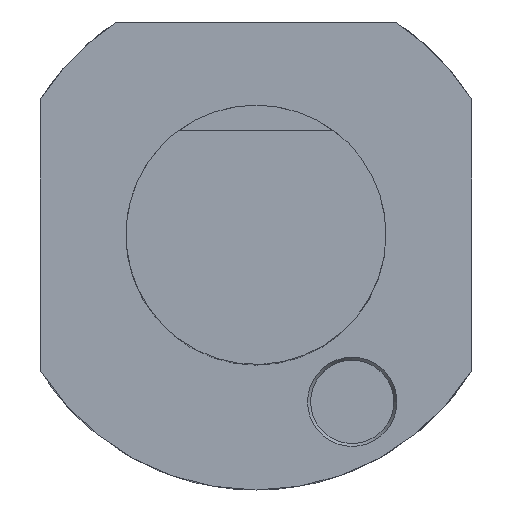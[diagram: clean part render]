
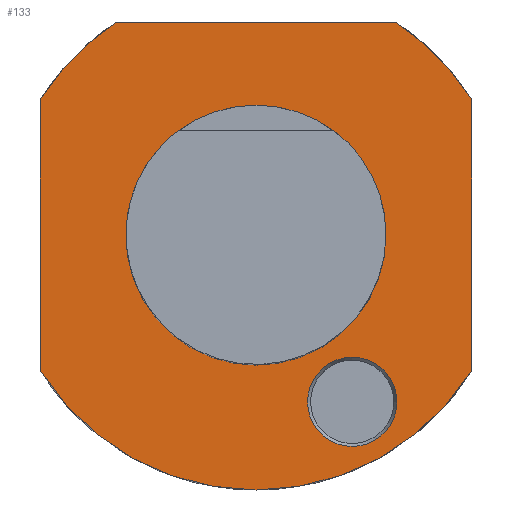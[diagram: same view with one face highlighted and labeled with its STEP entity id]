
A CAD part, top view. The second image highlights one B-rep face of the part: STEP entity #133.
In plain terms, the highlighted planar face has unit normal (0, 0, 1).
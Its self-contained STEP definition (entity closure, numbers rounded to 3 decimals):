
#62=PLANE('',#986);
#133=ADVANCED_FACE('',(#212,#213,#214),#62,.T.);
#212=FACE_BOUND('',#245,.T.);
#213=FACE_BOUND('',#246,.T.);
#214=FACE_BOUND('',#247,.T.);
#245=EDGE_LOOP('',(#438));
#246=EDGE_LOOP('',(#439,#440,#441,#442,#443,#444));
#247=EDGE_LOOP('',(#445));
#320=LINE('',#1403,#377);
#321=LINE('',#1408,#378);
#322=LINE('',#1412,#379);
#377=VECTOR('',#1114,1.);
#378=VECTOR('',#1117,1.);
#379=VECTOR('',#1120,1.);
#438=ORIENTED_EDGE('',*,*,#782,.F.);
#439=ORIENTED_EDGE('',*,*,#783,.F.);
#440=ORIENTED_EDGE('',*,*,#784,.F.);
#441=ORIENTED_EDGE('',*,*,#785,.F.);
#442=ORIENTED_EDGE('',*,*,#786,.F.);
#443=ORIENTED_EDGE('',*,*,#787,.T.);
#444=ORIENTED_EDGE('',*,*,#788,.F.);
#445=ORIENTED_EDGE('',*,*,#780,.F.);
#691=VERTEX_POINT('',#1397);
#692=VERTEX_POINT('',#1402);
#693=VERTEX_POINT('',#1404);
#694=VERTEX_POINT('',#1405);
#695=VERTEX_POINT('',#1407);
#696=VERTEX_POINT('',#1409);
#697=VERTEX_POINT('',#1411);
#698=VERTEX_POINT('',#1413);
#780=EDGE_CURVE('',#691,#691,#906,.T.);
#782=EDGE_CURVE('',#692,#692,#907,.T.);
#783=EDGE_CURVE('',#693,#694,#320,.T.);
#784=EDGE_CURVE('',#695,#693,#908,.T.);
#785=EDGE_CURVE('',#696,#695,#321,.T.);
#786=EDGE_CURVE('',#697,#696,#909,.T.);
#787=EDGE_CURVE('',#697,#698,#322,.T.);
#788=EDGE_CURVE('',#694,#698,#910,.T.);
#906=CIRCLE('',#979,24.996);
#907=CIRCLE('',#982,8.584);
#908=CIRCLE('',#983,49.);
#909=CIRCLE('',#984,49.);
#910=CIRCLE('',#985,49.);
#979=AXIS2_PLACEMENT_3D('',#1396,#1105,#1106);
#982=AXIS2_PLACEMENT_3D('',#1401,#1112,#1113);
#983=AXIS2_PLACEMENT_3D('',#1406,#1115,#1116);
#984=AXIS2_PLACEMENT_3D('',#1410,#1118,#1119);
#985=AXIS2_PLACEMENT_3D('',#1414,#1121,#1122);
#986=AXIS2_PLACEMENT_3D('',#1415,#1123,#1124);
#1105=DIRECTION('',(0.,0.,1.));
#1106=DIRECTION('',(1.,0.,0.));
#1112=DIRECTION('',(0.,0.,1.));
#1113=DIRECTION('',(1.,0.,0.));
#1114=DIRECTION('',(0.,1.,0.));
#1115=DIRECTION('',(0.,0.,-1.));
#1116=DIRECTION('',(-1.,0.,0.));
#1117=DIRECTION('',(0.,-1.,0.));
#1118=DIRECTION('',(0.,0.,-1.));
#1119=DIRECTION('',(-1.,0.,0.));
#1120=DIRECTION('',(-1.,0.,0.));
#1121=DIRECTION('',(0.,0.,-1.));
#1122=DIRECTION('',(-1.,0.,0.));
#1123=DIRECTION('',(0.,0.,1.));
#1124=DIRECTION('',(1.,0.,0.));
#1396=CARTESIAN_POINT('',(0.,0.,0.));
#1397=CARTESIAN_POINT('',(24.996,0.,0.));
#1401=CARTESIAN_POINT('',(18.5,-32.043,0.));
#1402=CARTESIAN_POINT('',(27.084,-32.043,0.));
#1403=CARTESIAN_POINT('',(-41.5,0.,0.));
#1404=CARTESIAN_POINT('',(-41.5,-26.053,0.));
#1405=CARTESIAN_POINT('',(-41.5,26.053,0.));
#1406=CARTESIAN_POINT('',(0.,0.,0.));
#1407=CARTESIAN_POINT('',(41.5,-26.053,0.));
#1408=CARTESIAN_POINT('',(41.5,0.,0.));
#1409=CARTESIAN_POINT('',(41.5,26.053,0.));
#1410=CARTESIAN_POINT('',(0.,0.,0.));
#1411=CARTESIAN_POINT('',(26.833,41.,0.));
#1412=CARTESIAN_POINT('',(-49.,41.,0.));
#1413=CARTESIAN_POINT('',(-26.833,41.,0.));
#1414=CARTESIAN_POINT('',(0.,0.,0.));
#1415=CARTESIAN_POINT('',(-49.,0.,0.));
